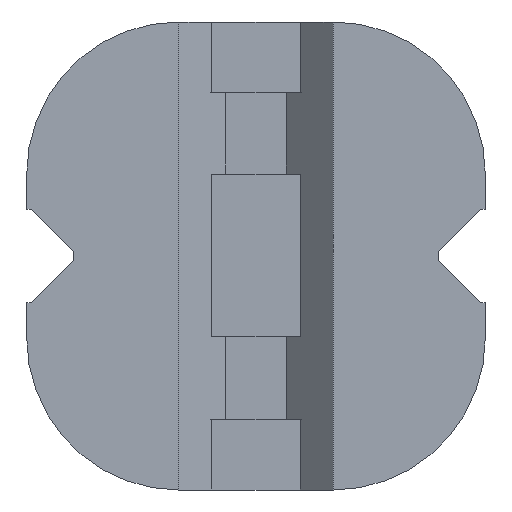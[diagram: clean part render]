
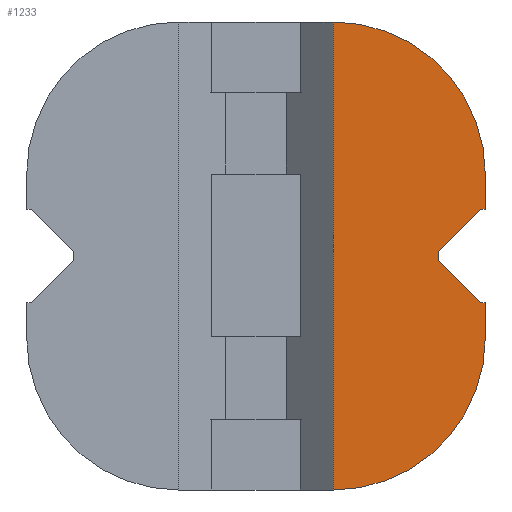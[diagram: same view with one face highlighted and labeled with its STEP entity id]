
A CAD part, front view. The second image highlights one B-rep face of the part: STEP entity #1233.
In plain terms, the highlighted planar face has unit normal (0, -1, 0).
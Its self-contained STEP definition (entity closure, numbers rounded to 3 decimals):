
#45=CIRCLE('',#1292,3.25);
#50=CIRCLE('',#1333,3.25);
#107=FACE_OUTER_BOUND('',#171,.T.);
#171=EDGE_LOOP('',(#1076,#1077,#1078,#1079,#1080,#1081,#1082,#1083,#1084,
#1085));
#302=LINE('',#1961,#454);
#305=LINE('',#1966,#457);
#307=LINE('',#1971,#459);
#309=LINE('',#1974,#461);
#321=LINE('',#1999,#473);
#326=LINE('',#2009,#478);
#327=LINE('',#2012,#479);
#329=LINE('',#2015,#481);
#454=VECTOR('',#1593,10.);
#457=VECTOR('',#1598,10.);
#459=VECTOR('',#1602,10.);
#461=VECTOR('',#1606,10.);
#473=VECTOR('',#1630,10.);
#478=VECTOR('',#1643,10.);
#479=VECTOR('',#1646,10.);
#481=VECTOR('',#1650,10.);
#564=VERTEX_POINT('',#1872);
#565=VERTEX_POINT('',#1874);
#582=VERTEX_POINT('',#1946);
#585=VERTEX_POINT('',#1958);
#586=VERTEX_POINT('',#1960);
#587=VERTEX_POINT('',#1964);
#588=VERTEX_POINT('',#1968);
#589=VERTEX_POINT('',#1970);
#596=VERTEX_POINT('',#1998);
#598=VERTEX_POINT('',#2011);
#700=EDGE_CURVE('',#564,#565,#45,.T.);
#743=EDGE_CURVE('',#585,#586,#302,.T.);
#746=EDGE_CURVE('',#585,#587,#305,.T.);
#748=EDGE_CURVE('',#588,#589,#307,.T.);
#750=EDGE_CURVE('',#588,#586,#309,.T.);
#762=EDGE_CURVE('',#596,#589,#321,.T.);
#768=EDGE_CURVE('',#587,#565,#326,.T.);
#769=EDGE_CURVE('',#598,#596,#327,.T.);
#771=EDGE_CURVE('',#564,#582,#329,.T.);
#772=EDGE_CURVE('',#598,#582,#50,.T.);
#1076=ORIENTED_EDGE('',*,*,#762,.T.);
#1077=ORIENTED_EDGE('',*,*,#748,.F.);
#1078=ORIENTED_EDGE('',*,*,#750,.T.);
#1079=ORIENTED_EDGE('',*,*,#743,.F.);
#1080=ORIENTED_EDGE('',*,*,#746,.T.);
#1081=ORIENTED_EDGE('',*,*,#768,.T.);
#1082=ORIENTED_EDGE('',*,*,#700,.F.);
#1083=ORIENTED_EDGE('',*,*,#771,.T.);
#1084=ORIENTED_EDGE('',*,*,#772,.F.);
#1085=ORIENTED_EDGE('',*,*,#769,.T.);
#1173=PLANE('',#1332);
#1233=ADVANCED_FACE('',(#107),#1173,.F.);
#1292=AXIS2_PLACEMENT_3D('',#1875,#1502,#1503);
#1332=AXIS2_PLACEMENT_3D('',#2014,#1648,#1649);
#1333=AXIS2_PLACEMENT_3D('',#2016,#1651,#1652);
#1502=DIRECTION('center_axis',(0.,1.,0.));
#1503=DIRECTION('ref_axis',(0.707,0.,0.707));
#1593=DIRECTION('',(-0.707,0.,-0.707));
#1598=DIRECTION('',(1.,0.,0.));
#1602=DIRECTION('',(0.707,0.,-0.707));
#1606=DIRECTION('',(0.,0.,1.));
#1630=DIRECTION('',(-1.,0.,0.));
#1643=DIRECTION('',(0.,0.,1.));
#1646=DIRECTION('',(0.,0.,1.));
#1648=DIRECTION('center_axis',(0.,1.,0.));
#1649=DIRECTION('ref_axis',(1.,0.,0.));
#1650=DIRECTION('',(0.,0.,-1.));
#1651=DIRECTION('center_axis',(0.,1.,0.));
#1652=DIRECTION('ref_axis',(0.707,0.,-0.707));
#1872=CARTESIAN_POINT('',(1.65,0.,5.));
#1874=CARTESIAN_POINT('',(4.9,0.,1.75));
#1875=CARTESIAN_POINT('Origin',(1.65,0.,1.75));
#1946=CARTESIAN_POINT('',(1.65,0.,-5.));
#1958=CARTESIAN_POINT('',(4.8,0.,1.));
#1960=CARTESIAN_POINT('',(3.9,0.,0.1));
#1961=CARTESIAN_POINT('',(3.125,0.,-0.675));
#1964=CARTESIAN_POINT('',(4.9,0.,1.));
#1966=CARTESIAN_POINT('',(2.45,0.,1.));
#1968=CARTESIAN_POINT('',(3.9,0.,-0.1));
#1970=CARTESIAN_POINT('',(4.8,0.,-1.));
#1971=CARTESIAN_POINT('',(3.125,0.,0.675));
#1974=CARTESIAN_POINT('',(3.9,0.,0.5));
#1998=CARTESIAN_POINT('',(4.9,0.,-1.));
#1999=CARTESIAN_POINT('',(1.95,0.,-1.));
#2009=CARTESIAN_POINT('',(4.9,0.,-5.));
#2011=CARTESIAN_POINT('',(4.9,0.,-1.75));
#2012=CARTESIAN_POINT('',(4.9,0.,-5.));
#2014=CARTESIAN_POINT('Origin',(0.,0.,0.));
#2015=CARTESIAN_POINT('',(1.65,0.,2.5));
#2016=CARTESIAN_POINT('Origin',(1.65,0.,-1.75));
